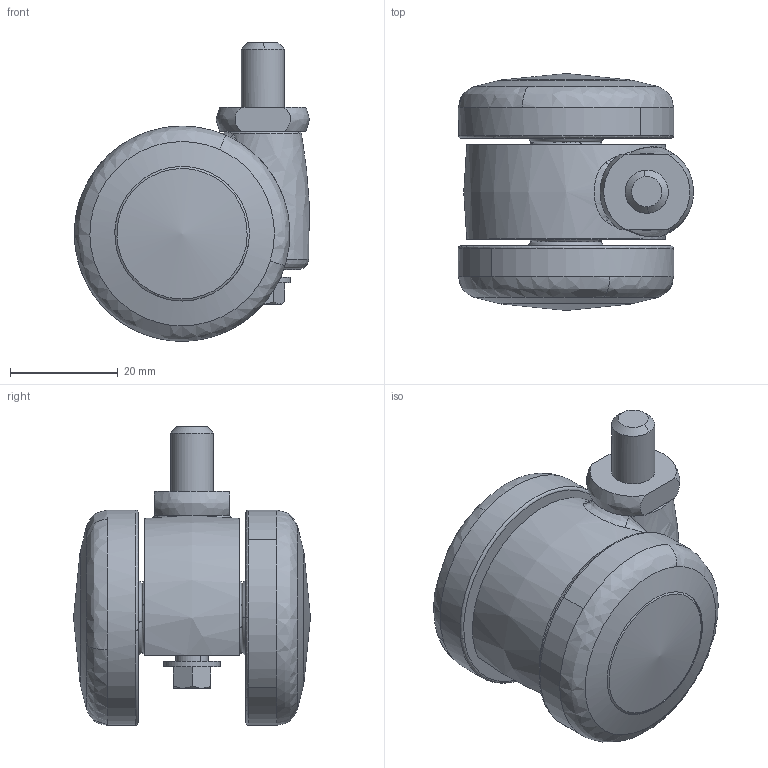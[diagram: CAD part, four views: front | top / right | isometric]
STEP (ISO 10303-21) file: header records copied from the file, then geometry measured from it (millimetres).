
FILE_DESCRIPTION((''),'2;1');
FILE_NAME('','2005-12-16T13:53:39',(''),(''),'','CADfix','');
FILE_SCHEMA(('AUTOMOTIVE_DESIGN'));
Length unit declared in the file: millimetre
Products named in the file (4): wheel; main shaft; body; TY40N8_10554_36
Assembly tree (4 placements, depth 2):
  TY40N8_10554_36
    wheel  x2
    main shaft
    body
Bounding box: 43.69 x 44 x 55.5 mm (x, y, z)
Volume: 38550.8 mm3; surface area: 17400.2 mm2
Topology: 4 solids, 4 shells, 117 faces, 367 edges, 270 vertices
Faces by surface type: bspline 117
Entity records: 4509 total; most frequent: CARTESIAN_POINT 2866, ORIENTED_EDGE 582, EDGE_CURVE 291, VERTEX_POINT 212, EDGE_LOOP 111, FACE_OUTER_BOUND 96, ADVANCED_FACE 96, QUASI_UNIFORM_CURVE 64
